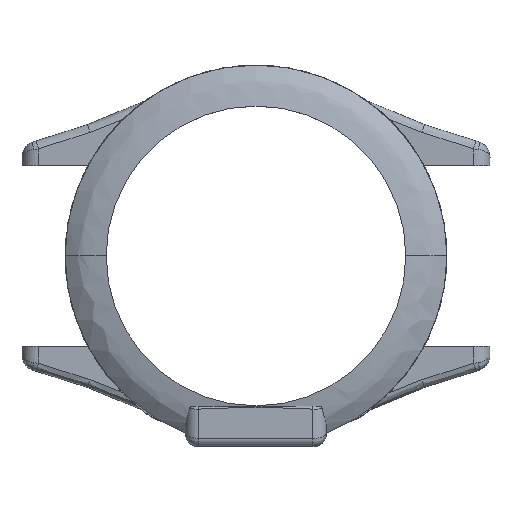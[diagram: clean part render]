
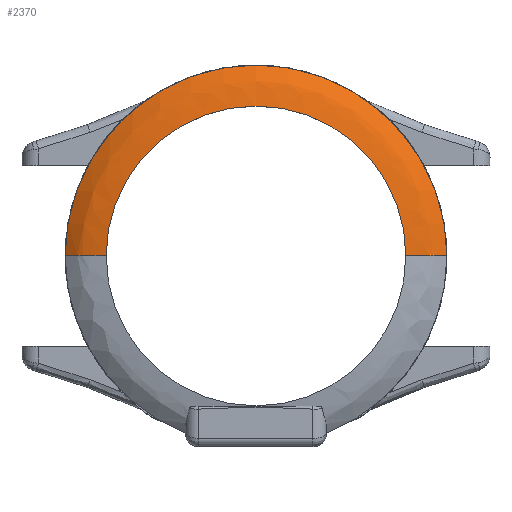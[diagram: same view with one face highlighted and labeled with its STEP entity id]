
A CAD part, top view. The second image highlights one B-rep face of the part: STEP entity #2370.
In plain terms, the highlighted free-form (B-spline) face has degree [2, 2] with [3, 5] control points.
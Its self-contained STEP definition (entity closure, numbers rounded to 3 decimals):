
#32=(
BOUNDED_CURVE()
B_SPLINE_CURVE(2,(#5831,#5832,#5833),.UNSPECIFIED.,.F.,.F.)
B_SPLINE_CURVE_WITH_KNOTS((3,3),(0.,0.546),.UNSPECIFIED.)
CURVE()
GEOMETRIC_REPRESENTATION_ITEM()
RATIONAL_B_SPLINE_CURVE((1.,3.,1.))
REPRESENTATION_ITEM('')
);
#33=(
BOUNDED_CURVE()
B_SPLINE_CURVE(2,(#5835,#5836,#5837),.UNSPECIFIED.,.F.,.F.)
B_SPLINE_CURVE_WITH_KNOTS((3,3),(-0.546,0.),.UNSPECIFIED.)
CURVE()
GEOMETRIC_REPRESENTATION_ITEM()
RATIONAL_B_SPLINE_CURVE((1.,3.,1.))
REPRESENTATION_ITEM('')
);
#53=(
BOUNDED_SURFACE()
B_SPLINE_SURFACE(2,2,((#5967,#5968,#5969,#5970,#5971),(#5972,#5973,#5974,
#5975,#5976),(#5977,#5978,#5979,#5980,#5981)),.UNSPECIFIED.,.F.,.F.,.F.)
B_SPLINE_SURFACE_WITH_KNOTS((3,3),(3,2,3),(0.,0.546),(0.,1.571,
3.142),.UNSPECIFIED.)
GEOMETRIC_REPRESENTATION_ITEM()
RATIONAL_B_SPLINE_SURFACE(((1.,0.707,1.,0.707,1.),
(3.,2.121,3.,2.121,3.),(1.,0.707,1.,0.707,
1.)))
REPRESENTATION_ITEM('')
SURFACE()
);
#187=CIRCLE('',#2536,18.246);
#190=CIRCLE('',#2539,23.246);
#489=FACE_OUTER_BOUND('',#645,.T.);
#645=EDGE_LOOP('',(#2121,#2122,#2123,#2124));
#1098=VERTEX_POINT('',#5773);
#1099=VERTEX_POINT('',#5775);
#1104=VERTEX_POINT('',#5829);
#1105=VERTEX_POINT('',#5834);
#1438=EDGE_CURVE('',#1099,#1098,#187,.T.);
#1443=EDGE_CURVE('',#1099,#1104,#32,.T.);
#1444=EDGE_CURVE('',#1105,#1098,#33,.T.);
#1456=EDGE_CURVE('',#1104,#1105,#190,.T.);
#2121=ORIENTED_EDGE('',*,*,#1443,.T.);
#2122=ORIENTED_EDGE('',*,*,#1456,.T.);
#2123=ORIENTED_EDGE('',*,*,#1444,.T.);
#2124=ORIENTED_EDGE('',*,*,#1438,.F.);
#2370=ADVANCED_FACE('',(#489),#53,.T.);
#2536=AXIS2_PLACEMENT_3D('',#5777,#2940,#2941);
#2539=AXIS2_PLACEMENT_3D('',#5982,#2946,#2947);
#2940=DIRECTION('center_axis',(0.,0.,
1.));
#2941=DIRECTION('ref_axis',(1.,0.,0.));
#2946=DIRECTION('center_axis',(0.,0.,
1.));
#2947=DIRECTION('ref_axis',(1.,0.,0.));
#5773=CARTESIAN_POINT('',(-36.992,21.017,21.4));
#5775=CARTESIAN_POINT('',(-0.5,21.017,21.4));
#5777=CARTESIAN_POINT('Origin',(-18.746,21.017,21.4));
#5829=CARTESIAN_POINT('',(4.5,21.017,19.4));
#5831=CARTESIAN_POINT('Ctrl Pts',(-0.5,21.017,21.4));
#5832=CARTESIAN_POINT('Ctrl Pts',(2.766,21.017,20.73));
#5833=CARTESIAN_POINT('Ctrl Pts',(4.5,21.017,19.4));
#5834=CARTESIAN_POINT('',(-41.992,21.017,19.4));
#5835=CARTESIAN_POINT('Ctrl Pts',(-41.992,21.017,19.4));
#5836=CARTESIAN_POINT('Ctrl Pts',(-40.258,21.017,20.73));
#5837=CARTESIAN_POINT('Ctrl Pts',(-36.992,21.017,21.4));
#5967=CARTESIAN_POINT('Ctrl Pts',(-0.5,21.017,21.4));
#5968=CARTESIAN_POINT('Ctrl Pts',(-0.5,39.263,21.4));
#5969=CARTESIAN_POINT('Ctrl Pts',(-18.746,39.263,21.4));
#5970=CARTESIAN_POINT('Ctrl Pts',(-36.992,39.263,21.4));
#5971=CARTESIAN_POINT('Ctrl Pts',(-36.992,21.017,21.4));
#5972=CARTESIAN_POINT('Ctrl Pts',(2.766,21.017,20.73));
#5973=CARTESIAN_POINT('Ctrl Pts',(2.766,42.53,20.73));
#5974=CARTESIAN_POINT('Ctrl Pts',(-18.746,42.53,20.73));
#5975=CARTESIAN_POINT('Ctrl Pts',(-40.258,42.53,20.73));
#5976=CARTESIAN_POINT('Ctrl Pts',(-40.258,21.017,20.73));
#5977=CARTESIAN_POINT('Ctrl Pts',(4.5,21.017,19.4));
#5978=CARTESIAN_POINT('Ctrl Pts',(4.5,44.263,19.4));
#5979=CARTESIAN_POINT('Ctrl Pts',(-18.746,44.263,19.4));
#5980=CARTESIAN_POINT('Ctrl Pts',(-41.992,44.263,19.4));
#5981=CARTESIAN_POINT('Ctrl Pts',(-41.992,21.017,19.4));
#5982=CARTESIAN_POINT('Origin',(-18.746,21.017,19.4));
